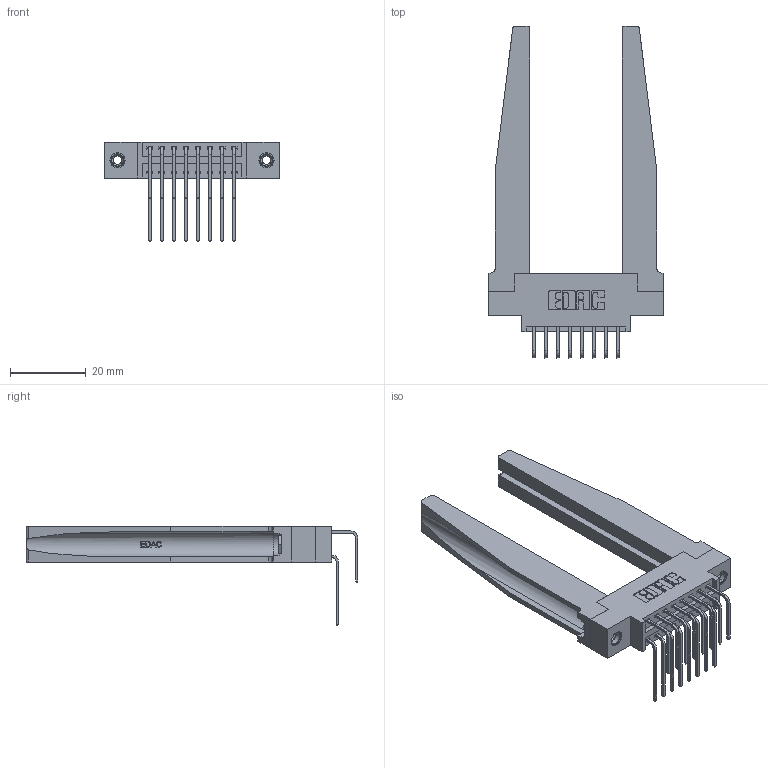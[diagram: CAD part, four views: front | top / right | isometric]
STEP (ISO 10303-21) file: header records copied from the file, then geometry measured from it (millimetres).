
FILE_DESCRIPTION (( 'STEP AP203' ), '1' );
FILE_NAME ('346-016-558-878.STEP', '2022-05-18T16:28:10', ( '' ), ( '' ), 'SwSTEP 2.0', 'SolidWorks 2020', '' );
FILE_SCHEMA (( 'CONFIG_CONTROL_DESIGN' ));
Length unit declared in the file: inch
Products named in the file (6): 345-292-001_558 Tail - 2; 346-016-558-878; 345-292-001_558 559 Tail - 1; 345-250-001_345-250-001-102; 346-220-078_345-220-078; 346 Part_0.170 Offset - 0.156 Dia-TH
Assembly tree (21 placements, depth 2):
  346-016-558-878
    346 Part_0.170 Offset - 0.156 Dia-TH
    345-292-001_558 559 Tail - 1  x8
    345-292-001_558 Tail - 2  x8
    346-220-078_345-220-078  x2
    345-250-001_345-250-001-102  x2
Bounding box: 45.97 x 87.44 x 26.16 mm (x, y, z)
Volume: 11047.4 mm3; surface area: 12348.8 mm2
Topology: 21 solids, 21 shells, 1238 faces, 3561 edges, 2342 vertices
Faces by surface type: plane 828, cylinder 358, bspline 36, cone 12, torus 4
Entity records: 16878 total; most frequent: CARTESIAN_POINT 3824, ORIENTED_EDGE 2594, DIRECTION 2379, EDGE_CURVE 1297, LINE 999, VECTOR 999, VERTEX_POINT 856, AXIS2_PLACEMENT_3D 690
